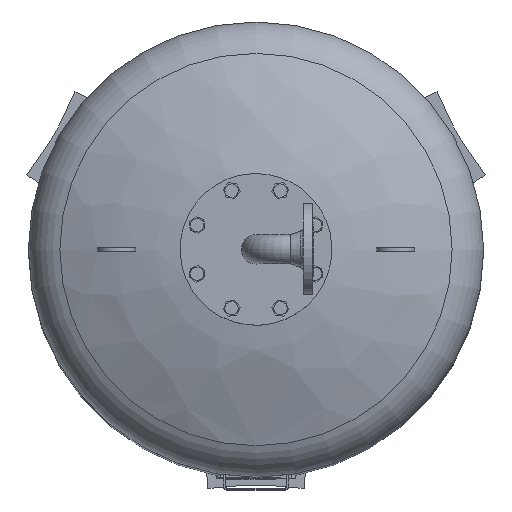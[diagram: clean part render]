
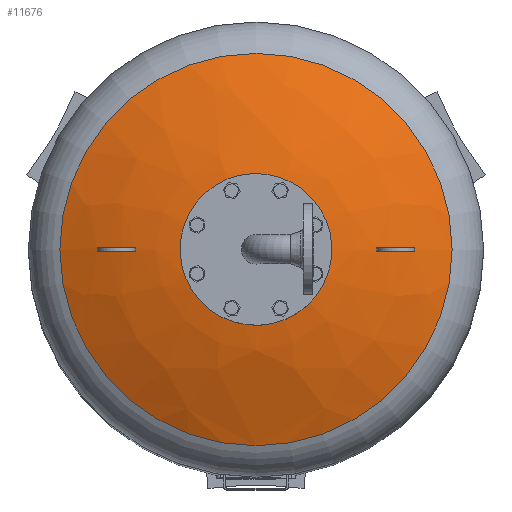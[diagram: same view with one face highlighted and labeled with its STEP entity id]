
A CAD part, top view. The second image highlights one B-rep face of the part: STEP entity #11676.
In plain terms, the highlighted free-form (B-spline) face has degree [2, 2] with [3, 9] control points.
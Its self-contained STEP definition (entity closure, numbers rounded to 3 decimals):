
#126=(
BOUNDED_CURVE()
B_SPLINE_CURVE(2,(#18015,#18016,#18017),.UNSPECIFIED.,.F.,.F.)
B_SPLINE_CURVE_WITH_KNOTS((3,3),(1.129,1.571),
 .UNSPECIFIED.)
CURVE()
GEOMETRIC_REPRESENTATION_ITEM()
RATIONAL_B_SPLINE_CURVE((1.,0.976,1.))
REPRESENTATION_ITEM('')
);
#128=(
BOUNDED_SURFACE()
B_SPLINE_SURFACE(2,2,((#17983,#17984,#17985,#17986,#17987,#17988,#17989,
#17990,#17991),(#17992,#17993,#17994,#17995,#17996,#17997,#17998,#17999,
#18000),(#18001,#18002,#18003,#18004,#18005,#18006,#18007,#18008,#18009)),
 .UNSPECIFIED.,.F.,.T.,.F.)
B_SPLINE_SURFACE_WITH_KNOTS((3,3),(3,2,2,2,3),(-1.571,-1.129),
(-3.142,-1.571,0.,1.571,3.142),
 .UNSPECIFIED.)
GEOMETRIC_REPRESENTATION_ITEM()
RATIONAL_B_SPLINE_SURFACE(((1.,0.707,1.,0.707,1.,
0.707,1.,0.707,1.),(0.976,0.69,
0.976,0.69,0.976,0.69,
0.976,0.69,0.976),(1.,0.707,
1.,0.707,1.,0.707,1.,0.707,1.)))
REPRESENTATION_ITEM('')
SURFACE()
);
#2854=FACE_BOUND('',#4088,.T.);
#2855=FACE_BOUND('',#4089,.T.);
#3222=FACE_OUTER_BOUND('',#4087,.T.);
#4087=EDGE_LOOP('',(#8855,#8856,#8857,#8858));
#4088=EDGE_LOOP('',(#8859,#8860,#8861,#8862));
#4089=EDGE_LOOP('',(#8863,#8864,#8865,#8866));
#4887=CIRCLE('',#12578,323.155);
#4888=CIRCLE('',#12579,323.155);
#4889=CIRCLE('',#12580,730.469);
#4890=CIRCLE('',#12581,755.994);
#4891=CIRCLE('',#12582,710.109);
#4892=CIRCLE('',#12583,755.994);
#4893=CIRCLE('',#12584,710.109);
#4894=CIRCLE('',#12585,755.994);
#4895=CIRCLE('',#12586,730.469);
#4896=CIRCLE('',#12587,755.994);
#5589=VERTEX_POINT('',#18010);
#5590=VERTEX_POINT('',#18011);
#5591=VERTEX_POINT('',#18014);
#5592=VERTEX_POINT('',#18018);
#5593=VERTEX_POINT('',#18019);
#5594=VERTEX_POINT('',#18021);
#5595=VERTEX_POINT('',#18023);
#5596=VERTEX_POINT('',#18026);
#5597=VERTEX_POINT('',#18027);
#5598=VERTEX_POINT('',#18029);
#5599=VERTEX_POINT('',#18031);
#6835=EDGE_CURVE('',#5589,#5590,#4887,.T.);
#6836=EDGE_CURVE('',#5590,#5589,#4888,.T.);
#6837=EDGE_CURVE('',#5590,#5591,#126,.T.);
#6838=EDGE_CURVE('',#5592,#5593,#4889,.T.);
#6839=EDGE_CURVE('',#5594,#5592,#4890,.T.);
#6840=EDGE_CURVE('',#5595,#5594,#4891,.T.);
#6841=EDGE_CURVE('',#5593,#5595,#4892,.T.);
#6842=EDGE_CURVE('',#5596,#5597,#4893,.T.);
#6843=EDGE_CURVE('',#5598,#5596,#4894,.T.);
#6844=EDGE_CURVE('',#5599,#5598,#4895,.T.);
#6845=EDGE_CURVE('',#5597,#5599,#4896,.T.);
#8855=ORIENTED_EDGE('',*,*,#6835,.F.);
#8856=ORIENTED_EDGE('',*,*,#6836,.F.);
#8857=ORIENTED_EDGE('',*,*,#6837,.T.);
#8858=ORIENTED_EDGE('',*,*,#6837,.F.);
#8859=ORIENTED_EDGE('',*,*,#6838,.F.);
#8860=ORIENTED_EDGE('',*,*,#6839,.F.);
#8861=ORIENTED_EDGE('',*,*,#6840,.F.);
#8862=ORIENTED_EDGE('',*,*,#6841,.F.);
#8863=ORIENTED_EDGE('',*,*,#6842,.F.);
#8864=ORIENTED_EDGE('',*,*,#6843,.F.);
#8865=ORIENTED_EDGE('',*,*,#6844,.F.);
#8866=ORIENTED_EDGE('',*,*,#6845,.F.);
#11676=ADVANCED_FACE('',(#3222,#2854,#2855),#128,.F.);
#12578=AXIS2_PLACEMENT_3D('',#18012,#14471,#14472);
#12579=AXIS2_PLACEMENT_3D('',#18013,#14473,#14474);
#12580=AXIS2_PLACEMENT_3D('',#18020,#14475,#14476);
#12581=AXIS2_PLACEMENT_3D('',#18022,#14477,#14478);
#12582=AXIS2_PLACEMENT_3D('',#18024,#14479,#14480);
#12583=AXIS2_PLACEMENT_3D('',#18025,#14481,#14482);
#12584=AXIS2_PLACEMENT_3D('',#18028,#14483,#14484);
#12585=AXIS2_PLACEMENT_3D('',#18030,#14485,#14486);
#12586=AXIS2_PLACEMENT_3D('',#18032,#14487,#14488);
#12587=AXIS2_PLACEMENT_3D('',#18033,#14489,#14490);
#14471=DIRECTION('center_axis',(0.,0.,
-1.));
#14472=DIRECTION('ref_axis',(1.,0.,0.));
#14473=DIRECTION('center_axis',(0.,0.,
-1.));
#14474=DIRECTION('ref_axis',(1.,0.,0.));
#14475=DIRECTION('center_axis',(-1.,0.,0.));
#14476=DIRECTION('ref_axis',(0.,0.004,1.));
#14477=DIRECTION('center_axis',(0.,1.,0.));
#14478=DIRECTION('ref_axis',(-0.262,0.,0.965));
#14479=DIRECTION('center_axis',(1.,0.,0.));
#14480=DIRECTION('ref_axis',(0.,-0.004,1.));
#14481=DIRECTION('center_axis',(0.,-1.,0.));
#14482=DIRECTION('ref_axis',(-0.346,0.,0.938));
#14483=DIRECTION('center_axis',(-1.,0.,0.));
#14484=DIRECTION('ref_axis',(0.,0.004,1.));
#14485=DIRECTION('center_axis',(0.,1.,0.));
#14486=DIRECTION('ref_axis',(0.346,0.,0.938));
#14487=DIRECTION('center_axis',(1.,0.,0.));
#14488=DIRECTION('ref_axis',(0.,-0.004,1.));
#14489=DIRECTION('center_axis',(0.,-1.,0.));
#14490=DIRECTION('ref_axis',(0.262,0.,0.965));
#17983=CARTESIAN_POINT('Ctrl Pts',(0.,0.,
2095.));
#17984=CARTESIAN_POINT('Ctrl Pts',(0.,0.,
2095.));
#17985=CARTESIAN_POINT('Ctrl Pts',(0.,0.,
2095.));
#17986=CARTESIAN_POINT('Ctrl Pts',(0.,0.,
2095.));
#17987=CARTESIAN_POINT('Ctrl Pts',(0.,0.,
2095.));
#17988=CARTESIAN_POINT('Ctrl Pts',(0.,0.,
2095.));
#17989=CARTESIAN_POINT('Ctrl Pts',(0.,0.,
2095.));
#17990=CARTESIAN_POINT('Ctrl Pts',(0.,0.,
2095.));
#17991=CARTESIAN_POINT('Ctrl Pts',(0.,0.,
2095.));
#17992=CARTESIAN_POINT('Ctrl Pts',(0.,169.707,
2095.056));
#17993=CARTESIAN_POINT('Ctrl Pts',(169.707,169.707,2095.056));
#17994=CARTESIAN_POINT('Ctrl Pts',(169.707,0.,
2095.056));
#17995=CARTESIAN_POINT('Ctrl Pts',(169.707,-169.707,2095.056));
#17996=CARTESIAN_POINT('Ctrl Pts',(0.,-169.707,
2095.056));
#17997=CARTESIAN_POINT('Ctrl Pts',(-169.707,-169.707,
2095.056));
#17998=CARTESIAN_POINT('Ctrl Pts',(-169.707,0.,
2095.056));
#17999=CARTESIAN_POINT('Ctrl Pts',(-169.707,169.707,2095.056));
#18000=CARTESIAN_POINT('Ctrl Pts',(0.,169.707,
2095.056));
#18001=CARTESIAN_POINT('Ctrl Pts',(0.,323.155,
2022.571));
#18002=CARTESIAN_POINT('Ctrl Pts',(323.155,323.155,2022.571));
#18003=CARTESIAN_POINT('Ctrl Pts',(323.155,0.,
2022.571));
#18004=CARTESIAN_POINT('Ctrl Pts',(323.155,-323.155,2022.571));
#18005=CARTESIAN_POINT('Ctrl Pts',(0.,-323.155,
2022.571));
#18006=CARTESIAN_POINT('Ctrl Pts',(-323.155,-323.155,
2022.571));
#18007=CARTESIAN_POINT('Ctrl Pts',(-323.155,0.,
2022.571));
#18008=CARTESIAN_POINT('Ctrl Pts',(-323.155,323.155,2022.571));
#18009=CARTESIAN_POINT('Ctrl Pts',(0.,323.155,
2022.571));
#18010=CARTESIAN_POINT('',(323.155,0.,2022.571));
#18011=CARTESIAN_POINT('',(0.,323.155,2022.571));
#18012=CARTESIAN_POINT('Origin',(0.,0.,2022.571));
#18013=CARTESIAN_POINT('Origin',(0.,0.,2022.571));
#18014=CARTESIAN_POINT('',(0.,0.,2095.));
#18015=CARTESIAN_POINT('Ctrl Pts',(0.,323.155,
2022.571));
#18016=CARTESIAN_POINT('Ctrl Pts',(0.,169.707,
2095.056));
#18017=CARTESIAN_POINT('Ctrl Pts',(0.,0.,
2095.));
#18018=CARTESIAN_POINT('',(-198.5,-3.,2068.537));
#18019=CARTESIAN_POINT('',(-198.5,3.,2068.537));
#18020=CARTESIAN_POINT('Origin',(-198.5,0.,1338.075));
#18021=CARTESIAN_POINT('',(-261.5,-3.,2048.42));
#18022=CARTESIAN_POINT('Origin',(-0.251,-3.,1339.));
#18023=CARTESIAN_POINT('',(-261.5,3.,2048.42));
#18024=CARTESIAN_POINT('Origin',(-261.5,0.,1338.317));
#18025=CARTESIAN_POINT('Origin',(-0.251,3.,1339.));
#18026=CARTESIAN_POINT('',(261.5,-3.,2048.42));
#18027=CARTESIAN_POINT('',(261.5,3.,2048.42));
#18028=CARTESIAN_POINT('Origin',(261.5,0.,1338.317));
#18029=CARTESIAN_POINT('',(198.5,-3.,2068.537));
#18030=CARTESIAN_POINT('Origin',(0.251,-3.,1339.));
#18031=CARTESIAN_POINT('',(198.5,3.,2068.537));
#18032=CARTESIAN_POINT('Origin',(198.5,0.,1338.075));
#18033=CARTESIAN_POINT('Origin',(0.251,3.,1339.));
